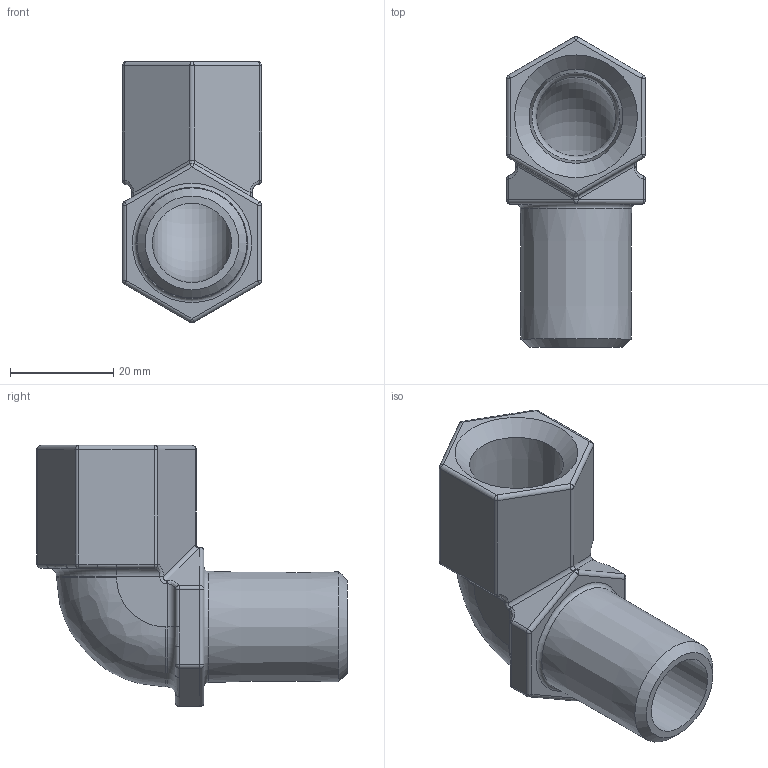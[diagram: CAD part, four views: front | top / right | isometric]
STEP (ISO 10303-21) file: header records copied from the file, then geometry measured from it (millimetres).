
FILE_DESCRIPTION(/* description */ (''),/* implementation_level */ '2;1');
FILE_NAME(/* name */ 'MF-90-1.ipt.stp',/* time_stamp */ '2021-03-17T11:49:29+05:00',/* author */ ('CJM'),/* organization */ (''),/* preprocessor_version */ 'ST-DEVELOPER v18',/* originating_system */ 'Autodesk Inventor 2020',/* authorisation */ '');
FILE_SCHEMA (('AUTOMOTIVE_DESIGN { 1 0 10303 214 3 1 1 }'));
Length unit declared in the file: inch
Products named in the file (1): MF-90-1
Bounding box: 26.99 x 60.2 x 50.68 mm (x, y, z)
Volume: 20920.7 mm3; surface area: 10449.8 mm2
Topology: 1 solids, 1 shells, 124 faces, 278 edges, 148 vertices
Faces by surface type: cylinder 54, plane 23, sphere 22, bspline 16, torus 5, cone 4
Full cylindrical faces by diameter (mm): 15.367 x2
Entity records: 3714 total; most frequent: CARTESIAN_POINT 962, DIRECTION 618, ORIENTED_EDGE 538, EDGE_CURVE 269, AXIS2_PLACEMENT_3D 256, VERTEX_POINT 148, CIRCLE 133, EDGE_LOOP 127
